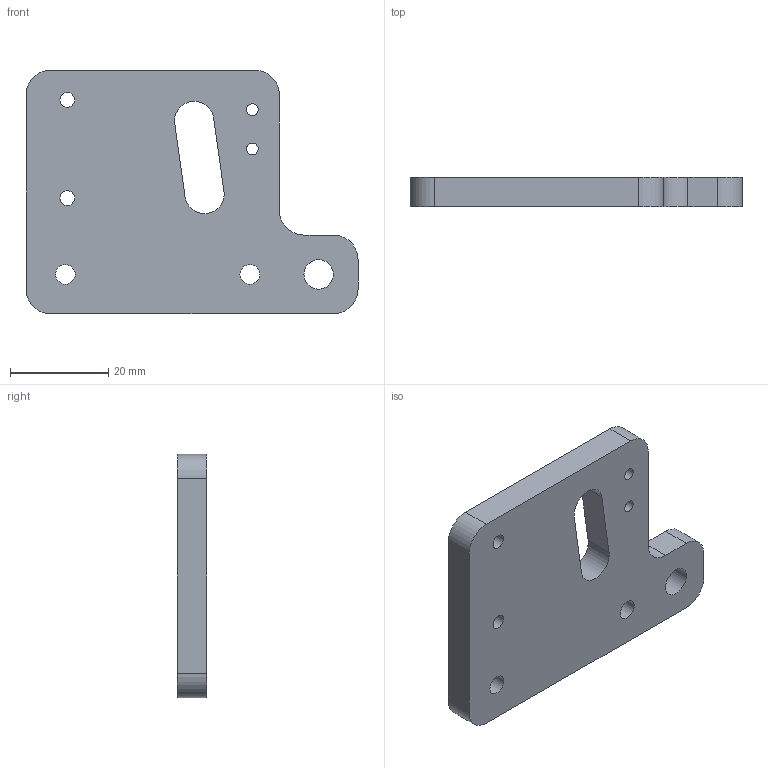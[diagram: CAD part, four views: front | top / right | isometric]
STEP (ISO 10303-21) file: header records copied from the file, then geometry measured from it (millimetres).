
FILE_DESCRIPTION(('FreeCAD Model'),'2;1');
FILE_NAME('Open CASCADE Shape Model','2023-02-20T21:03:20',(''),(''), 'Open CASCADE STEP processor 7.6','FreeCAD','Unknown');
FILE_SCHEMA(('AUTOMOTIVE_DESIGN { 1 0 10303 214 1 1 1 1 }'));
Length unit declared in the file: millimetre
Products named in the file (1): правая стенка
Bounding box: 67.5 x 6 x 49.5 mm (x, y, z)
Volume: 15221.6 mm3; surface area: 7198.9 mm2
Topology: 1 solids, 1 shells, 25 faces, 69 edges, 46 vertices
Faces by surface type: cylinder 15, plane 10
Full cylindrical faces by diameter (mm): 2.4 x2, 3 x2, 4 x2, 6 x1
Entity records: 1842 total; most frequent: CARTESIAN_POINT 435, DIRECTION 263, LINE 147, VECTOR 147, ORIENTED_EDGE 138, PCURVE 138, DEFINITIONAL_REPRESENTATION 138, EDGE_CURVE 69
